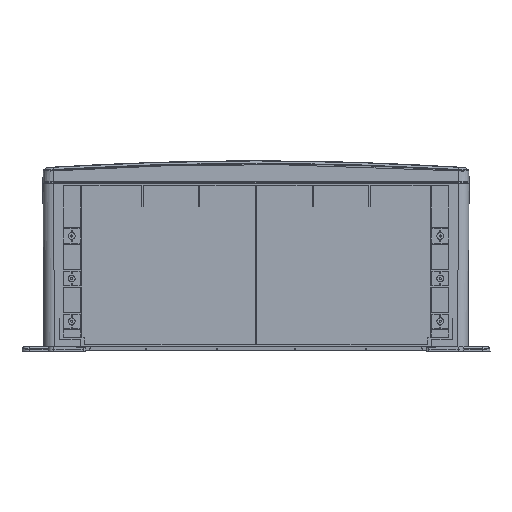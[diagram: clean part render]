
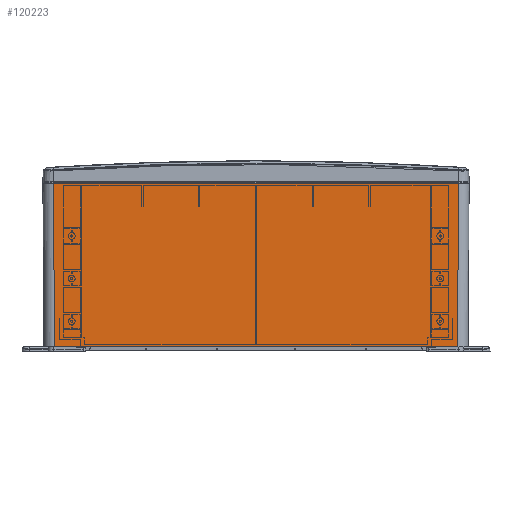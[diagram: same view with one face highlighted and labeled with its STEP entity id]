
A CAD part, front view. The second image highlights one B-rep face of the part: STEP entity #120223.
In plain terms, the highlighted face is planar.
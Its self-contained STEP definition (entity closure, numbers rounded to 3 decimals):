
#2580 = DIRECTION ( 'NONE',  ( -0.005, -0.005, -1. ) ) ;
#2722 = VECTOR ( 'NONE', #138258, 1000. ) ;
#9831 = VECTOR ( 'NONE', #115709, 1000. ) ;
#13068 = EDGE_CURVE ( 'NONE', #19987, #36513, #117460, .T. ) ;
#15990 = LINE ( 'NONE', #102866, #2722 ) ;
#16986 = LINE ( 'NONE', #84672, #9831 ) ;
#19987 = VERTEX_POINT ( 'NONE', #100450 ) ;
#27113 = VERTEX_POINT ( 'NONE', #104616 ) ;
#29926 = CARTESIAN_POINT ( 'NONE',  ( 598.756, 433.757, -80. ) ) ;
#34479 = ORIENTED_EDGE ( 'NONE', *, *, #13068, .F. ) ;
#36513 = VERTEX_POINT ( 'NONE', #29926 ) ;
#37762 = VECTOR ( 'NONE', #91199, 1000. ) ;
#48456 = LINE ( 'NONE', #70546, #37762 ) ;
#62052 = DIRECTION ( 'NONE',  ( -1., 0., 0.005 ) ) ;
#68030 = ORIENTED_EDGE ( 'NONE', *, *, #141277, .F. ) ;
#70546 = CARTESIAN_POINT ( 'NONE',  ( 598.756, 0., -80. ) ) ;
#71668 = FACE_OUTER_BOUND ( 'NONE', #145514, .T. ) ;
#74679 = AXIS2_PLACEMENT_3D ( 'NONE', #93775, #62052, #107005 ) ;
#76819 = ORIENTED_EDGE ( 'NONE', *, *, #102304, .F. ) ;
#84399 = CARTESIAN_POINT ( 'NONE',  ( 598.756, -133.757, -80. ) ) ;
#84672 = CARTESIAN_POINT ( 'NONE',  ( 599.961, 0., 150. ) ) ;
#87165 = VERTEX_POINT ( 'NONE', #84399 ) ;
#91199 = DIRECTION ( 'NONE',  ( 0., -1., 0. ) ) ;
#93775 = CARTESIAN_POINT ( 'NONE',  ( 600., 0., 157.5 ) ) ;
#100450 = CARTESIAN_POINT ( 'NONE',  ( 599.961, 434.961, 150. ) ) ;
#102304 = EDGE_CURVE ( 'NONE', #87165, #27113, #15990, .T. ) ;
#102866 = CARTESIAN_POINT ( 'NONE',  ( 598.756, -133.757, -80. ) ) ;
#103440 = CARTESIAN_POINT ( 'NONE',  ( 599.996, 434.997, 156.793 ) ) ;
#104616 = CARTESIAN_POINT ( 'NONE',  ( 599.961, -134.961, 150. ) ) ;
#107005 = DIRECTION ( 'NONE',  ( 0.005, 0., 1. ) ) ;
#115709 = DIRECTION ( 'NONE',  ( 0., 1., 0. ) ) ;
#116660 = PLANE ( 'NONE',  #74679 ) ;
#117460 = LINE ( 'NONE', #103440, #145755 ) ;
#120223 = ADVANCED_FACE ( 'NONE', ( #71668 ), #116660, .F. ) ;
#137024 = ORIENTED_EDGE ( 'NONE', *, *, #142445, .F. ) ;
#138258 = DIRECTION ( 'NONE',  ( 0.005, -0.005, 1. ) ) ;
#141277 = EDGE_CURVE ( 'NONE', #36513, #87165, #48456, .T. ) ;
#142445 = EDGE_CURVE ( 'NONE', #27113, #19987, #16986, .T. ) ;
#145514 = EDGE_LOOP ( 'NONE', ( #76819, #68030, #34479, #137024 ) ) ;
#145755 = VECTOR ( 'NONE', #2580, 1000. ) ;
